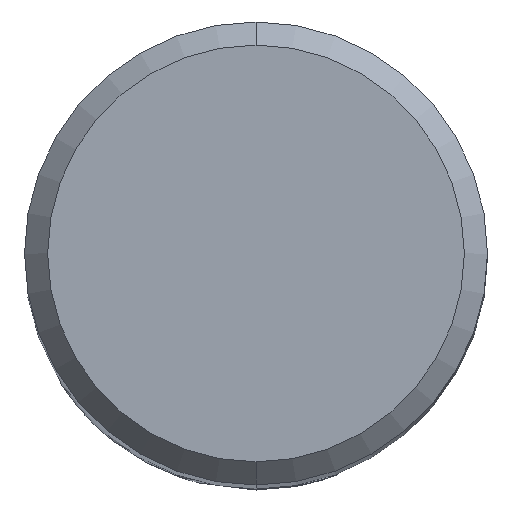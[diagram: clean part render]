
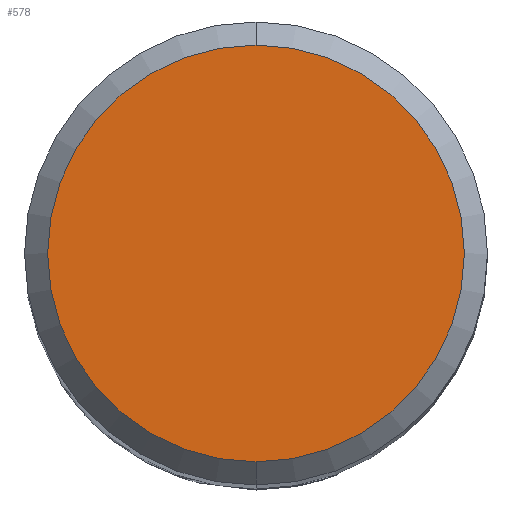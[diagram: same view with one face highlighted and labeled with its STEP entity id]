
A CAD part, top view. The second image highlights one B-rep face of the part: STEP entity #578.
In plain terms, the highlighted planar face has unit normal (0, 0, 1).
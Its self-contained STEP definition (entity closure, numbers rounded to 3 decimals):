
#468=VERTEX_POINT('',#1197);
#506=EDGE_CURVE('',#666,#468,#1237,.T.);
#578=ADVANCED_FACE('',(#1313),#1314,.T.);
#666=VERTEX_POINT('',#1409);
#750=EDGE_CURVE('',#468,#666,#1502,.T.);
#1197=CARTESIAN_POINT('',(0.,-3.6,0.0));
#1237=CIRCLE('',#3497,3.6);
#1313=FACE_OUTER_BOUND('',#3856,.T.);
#1314=PLANE('',#3857);
#1409=CARTESIAN_POINT('',(0.0,3.6,0.0));
#1502=CIRCLE('',#4427,3.6);
#3497=AXIS2_PLACEMENT_3D('',#6827,#6828,#6829);
#3856=EDGE_LOOP('',(#6902,#6903));
#3857=AXIS2_PLACEMENT_3D('',#6904,#6905,#6906);
#4427=AXIS2_PLACEMENT_3D('',#7115,#7116,#7117);
#6827=CARTESIAN_POINT('',(0.0,0.0,0.0));
#6828=DIRECTION('',(0.0,0.0,-1.0));
#6829=DIRECTION('',(0.0,1.0,0.0));
#6902=ORIENTED_EDGE('',*,*,#506,.F.);
#6903=ORIENTED_EDGE('',*,*,#750,.F.);
#6904=CARTESIAN_POINT('',(0.0,1.8,0.0));
#6905=DIRECTION('',(-0.0,0.0,1.0));
#6906=DIRECTION('',(0.0,-1.0,0.0));
#7115=CARTESIAN_POINT('',(0.0,0.0,0.0));
#7116=DIRECTION('',(0.0,0.0,-1.0));
#7117=DIRECTION('',(0.0,1.0,0.0));
